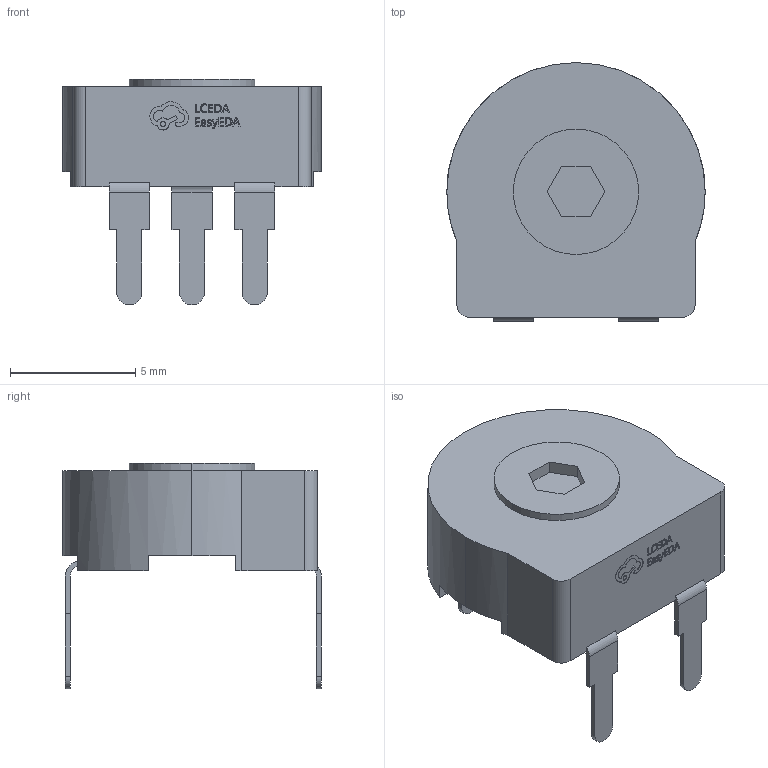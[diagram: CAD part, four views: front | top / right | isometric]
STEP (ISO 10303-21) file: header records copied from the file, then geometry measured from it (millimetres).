
FILE_DESCRIPTION (( 'STEP AP214' ), '1' );
FILE_NAME ('RES-ADJ-TH_PT10-M-V-104.STEP', '2024-01-26T13:24:09', ( 'Microsoft' ), ( 'Microsoft' ), 'SwSTEP 2.0', 'SolidWorks 2020', '' );
FILE_SCHEMA (( 'AUTOMOTIVE_DESIGN' ));
Length unit declared in the file: millimetre
Products named in the file (1): RES-ADJ-TH_PT10-M-V-104
Bounding box: 10.3 x 10.3 x 9 mm (x, y, z)
Volume: 345.9 mm3; surface area: 378.6 mm2
Topology: 1 solids, 1 shells, 286 faces, 786 edges, 524 vertices
Faces by surface type: plane 169, bspline 98, cylinder 19
Entity records: 12726 total; most frequent: CARTESIAN_POINT 2903, ORIENTED_EDGE 1572, DIRECTION 1008, EDGE_CURVE 786, LINE 542, VECTOR 542, VERTEX_POINT 524, EDGE_LOOP 308
